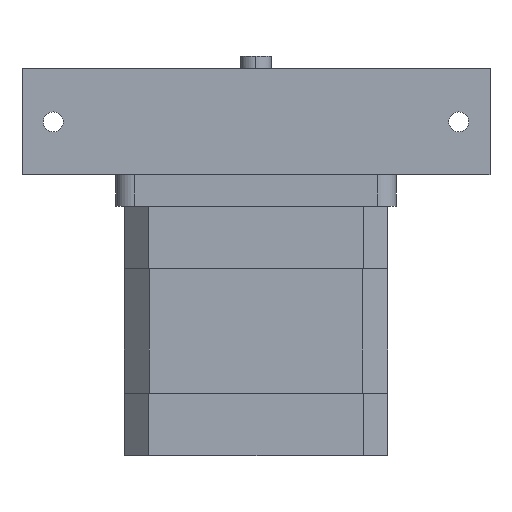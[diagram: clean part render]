
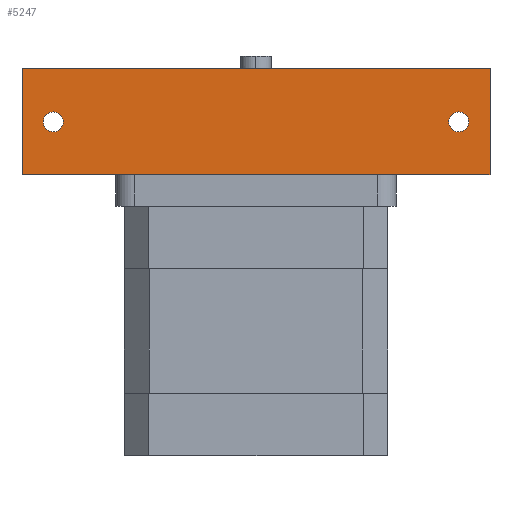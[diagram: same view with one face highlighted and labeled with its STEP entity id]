
A CAD part, left-side view. The second image highlights one B-rep face of the part: STEP entity #5247.
In plain terms, the highlighted planar face has unit normal (-1, 0, 0).
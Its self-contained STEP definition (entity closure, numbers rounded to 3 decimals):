
#263=AXIS2_PLACEMENT_3D('Circle Axis2P3D',#261,#262,$) ;
#303=AXIS2_PLACEMENT_3D('Circle Axis2P3D',#301,#302,$) ;
#5221=AXIS2_PLACEMENT_3D('Plane Axis2P3D',#5218,#5219,#5220) ;
#5231=AXIS2_PLACEMENT_3D('Circle Axis2P3D',#5229,#5230,$) ;
#5240=AXIS2_PLACEMENT_3D('Circle Axis2P3D',#5238,#5239,$) ;
#258=CARTESIAN_POINT('Vertex',(-96.02,-12.355,6.9)) ;
#261=CARTESIAN_POINT('Axis2P3D Location',(-96.02,-12.355,8.5)) ;
#265=CARTESIAN_POINT('Vertex',(-96.02,-12.355,10.1)) ;
#298=CARTESIAN_POINT('Vertex',(-96.02,52.645,6.9)) ;
#301=CARTESIAN_POINT('Axis2P3D Location',(-96.02,52.645,8.5)) ;
#305=CARTESIAN_POINT('Vertex',(-96.02,52.645,10.1)) ;
#3919=CARTESIAN_POINT('Vertex',(-96.02,-17.355,0.)) ;
#3922=CARTESIAN_POINT('Line Origine',(-96.02,20.145,0.)) ;
#3926=CARTESIAN_POINT('Vertex',(-96.02,57.645,0.)) ;
#5084=CARTESIAN_POINT('Vertex',(-96.02,57.645,17.)) ;
#5087=CARTESIAN_POINT('Line Origine',(-96.02,20.145,17.)) ;
#5091=CARTESIAN_POINT('Vertex',(-96.02,-17.355,17.)) ;
#5189=CARTESIAN_POINT('Line Origine',(-96.02,-17.355,8.5)) ;
#5206=CARTESIAN_POINT('Line Origine',(-96.02,57.645,8.5)) ;
#5218=CARTESIAN_POINT('Axis2P3D Location',(-96.02,0.,0.)) ;
#5229=CARTESIAN_POINT('Axis2P3D Location',(-96.02,-12.355,8.5)) ;
#5238=CARTESIAN_POINT('Axis2P3D Location',(-96.02,52.645,8.5)) ;
#262=DIRECTION('Axis2P3D Direction',(-1.,0.,0.)) ;
#302=DIRECTION('Axis2P3D Direction',(-1.,0.,0.)) ;
#3923=DIRECTION('Vector Direction',(0.,-1.,0.)) ;
#5088=DIRECTION('Vector Direction',(0.,1.,0.)) ;
#5190=DIRECTION('Vector Direction',(0.,0.,1.)) ;
#5207=DIRECTION('Vector Direction',(0.,0.,-1.)) ;
#5219=DIRECTION('Axis2P3D Direction',(-1.,0.,0.)) ;
#5220=DIRECTION('Axis2P3D XDirection',(0.,0.,1.)) ;
#5230=DIRECTION('Axis2P3D Direction',(-1.,0.,0.)) ;
#5239=DIRECTION('Axis2P3D Direction',(-1.,0.,0.)) ;
#3924=VECTOR('Line Direction',#3923,1.) ;
#5089=VECTOR('Line Direction',#5088,1.) ;
#5191=VECTOR('Line Direction',#5190,1.) ;
#5208=VECTOR('Line Direction',#5207,1.) ;
#5224=ORIENTED_EDGE('',*,*,#3928,.T.) ;
#5225=ORIENTED_EDGE('',*,*,#5193,.T.) ;
#5226=ORIENTED_EDGE('',*,*,#5093,.T.) ;
#5227=ORIENTED_EDGE('',*,*,#5210,.T.) ;
#5235=ORIENTED_EDGE('',*,*,#5233,.F.) ;
#5236=ORIENTED_EDGE('',*,*,#267,.F.) ;
#5244=ORIENTED_EDGE('',*,*,#5242,.F.) ;
#5245=ORIENTED_EDGE('',*,*,#307,.F.) ;
#5237=FACE_BOUND('',#5234,.T.) ;
#5246=FACE_BOUND('',#5243,.T.) ;
#5247=ADVANCED_FACE('NONE',(#5228,#5237,#5246),#5222,.T.) ;
#264=CIRCLE('generated circle',#263,1.6) ;
#304=CIRCLE('generated circle',#303,1.6) ;
#5232=CIRCLE('generated circle',#5231,1.6) ;
#5241=CIRCLE('generated circle',#5240,1.6) ;
#267=EDGE_CURVE('',#259,#266,#264,.T.) ;
#307=EDGE_CURVE('',#299,#306,#304,.T.) ;
#3928=EDGE_CURVE('',#3927,#3920,#3925,.T.) ;
#5093=EDGE_CURVE('',#5092,#5085,#5090,.T.) ;
#5193=EDGE_CURVE('',#3920,#5092,#5192,.T.) ;
#5210=EDGE_CURVE('',#5085,#3927,#5209,.T.) ;
#5233=EDGE_CURVE('',#266,#259,#5232,.T.) ;
#5242=EDGE_CURVE('',#306,#299,#5241,.T.) ;
#5223=EDGE_LOOP('',(#5224,#5225,#5226,#5227)) ;
#5234=EDGE_LOOP('',(#5235,#5236)) ;
#5243=EDGE_LOOP('',(#5244,#5245)) ;
#5228=FACE_OUTER_BOUND('',#5223,.T.) ;
#3925=LINE('Line',#3922,#3924) ;
#5090=LINE('Line',#5087,#5089) ;
#5192=LINE('Line',#5189,#5191) ;
#5209=LINE('Line',#5206,#5208) ;
#5222=PLANE('',#5221) ;
#259=VERTEX_POINT('',#258) ;
#266=VERTEX_POINT('',#265) ;
#299=VERTEX_POINT('',#298) ;
#306=VERTEX_POINT('',#305) ;
#3920=VERTEX_POINT('',#3919) ;
#3927=VERTEX_POINT('',#3926) ;
#5085=VERTEX_POINT('',#5084) ;
#5092=VERTEX_POINT('',#5091) ;
